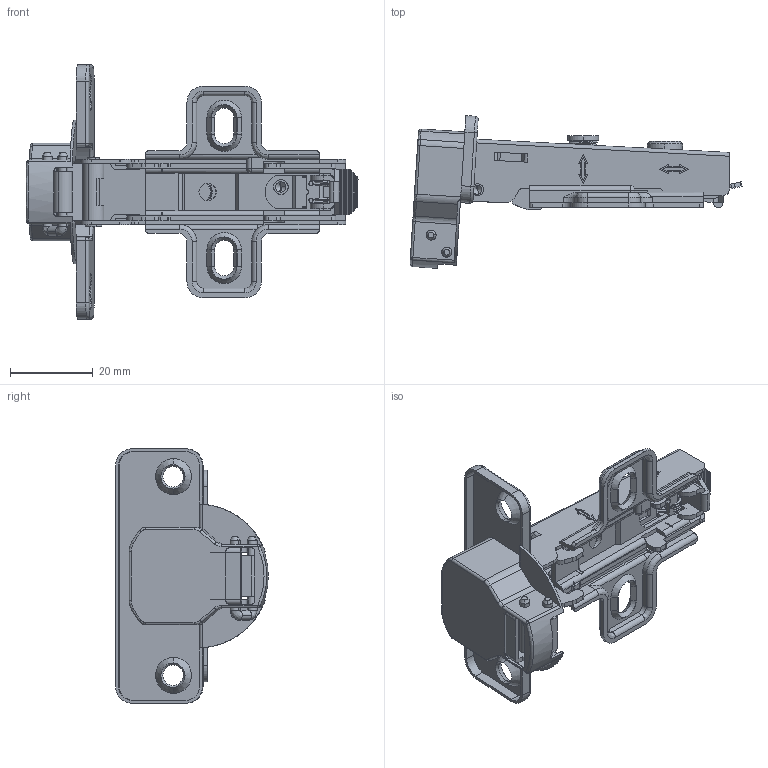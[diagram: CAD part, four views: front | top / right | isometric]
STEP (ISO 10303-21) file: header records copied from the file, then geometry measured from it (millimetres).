
FILE_DESCRIPTION (( 'STEP AP214' ), '1' );
FILE_NAME ('F000061-CLOSED_3D.step', '2022-06-06T12:55:08', ( '' ), ( '' ), 'SwSTEP 2.0', 'SolidWorks 2020', '' );
FILE_SCHEMA (( 'AUTOMOTIVE_DESIGN' ));
Length unit declared in the file: millimetre
Products named in the file (16): a19-mb-2-NC40; C03瞳豝-NC40; C31A48-1-NC40; pxt4-1-NC40; md29-178-1-NC40; A19聾銅-1-NC40; F000096_3D; 尕隊2.13.8-1-NC40; a19-htt-1-NC40; F000061-CLOSED_3D; md29-186-1-NC40; c30-b2-2-NC40; 覃誹蹟佪-1-NC40; F000058,F000063-CLOSED_3D; a19-06b-NC40; 邧渀-1-NC40
Assembly tree (15 placements, depth 3):
  F000061-CLOSED_3D
    F000058,F000063-CLOSED_3D
      a19-06b-NC40
      a19-htt-1-NC40
      a19-mb-2-NC40
      c30-b2-2-NC40
      md29-186-1-NC40
      pxt4-1-NC40
      邧渀-1-NC40
      C31A48-1-NC40
      覃誹蹟佪-1-NC40
      md29-178-1-NC40
      A19聾銅-1-NC40
      尕隊2.13.8-1-NC40
      C03瞳豝-NC40
    F000096_3D
Bounding box: 80.25 x 36.89 x 61.5 mm (x, y, z)
Volume: 10088.5 mm3; surface area: 22844.3 mm2
Topology: 14 solids, 14 shells, 1258 faces, 3375 edges, 2147 vertices
Faces by surface type: plane 664, cylinder 443, bspline 103, cone 47, torus 1
Entity records: 46204 total; most frequent: CARTESIAN_POINT 14436, ORIENTED_EDGE 6706, DIRECTION 6335, EDGE_CURVE 3353, LINE 2157, VECTOR 2157, VERTEX_POINT 2147, AXIS2_PLACEMENT_3D 2089
